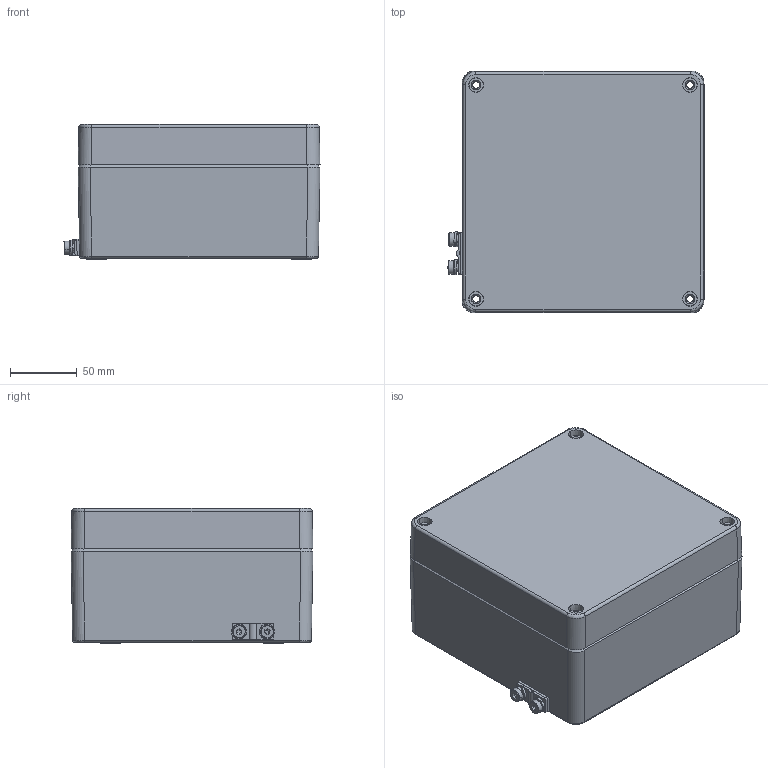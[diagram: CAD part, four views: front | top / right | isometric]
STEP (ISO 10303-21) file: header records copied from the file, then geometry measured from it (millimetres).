
FILE_DESCRIPTION(('FreeCAD Model'),'2;1');
FILE_NAME('GBAEX180180100.step', '2026-03-27T11:53:38',('Author'),(''), 'Open CASCADE STEP processor 7.3','FreeCAD','Unknown');
FILE_SCHEMA(('AUTOMOTIVE_DESIGN { 1 0 10303 214 1 1 1 1 }'));
Length unit declared in the file: millimetre
Products named in the file (4): GBAEX180180100; ALU_BASE_180180100; ALU_LID_180180100; M6_DOUBLE_EARTHING
Assembly tree (3 placements, depth 2):
  GBAEX180180100
    ALU_BASE_180180100
    ALU_LID_180180100
    M6_DOUBLE_EARTHING
Bounding box: 191.52 x 181 x 101 mm (x, y, z)
Volume: 736305.6 mm3; surface area: 289135.4 mm2
Topology: 9 solids, 9 shells, 745 faces, 2247 edges, 2961 vertices
Faces by surface type: plane 266, cylinder 242, cone 128, bspline 109
Entity records: 34005 total; most frequent: CARTESIAN_POINT 13549, DIRECTION 3886, ORIENTED_EDGE 3534, EDGE_CURVE 1767, AXIS2_PLACEMENT_3D 1346, LINE 1194, VECTOR 1194, VERTEX_POINT 1121
